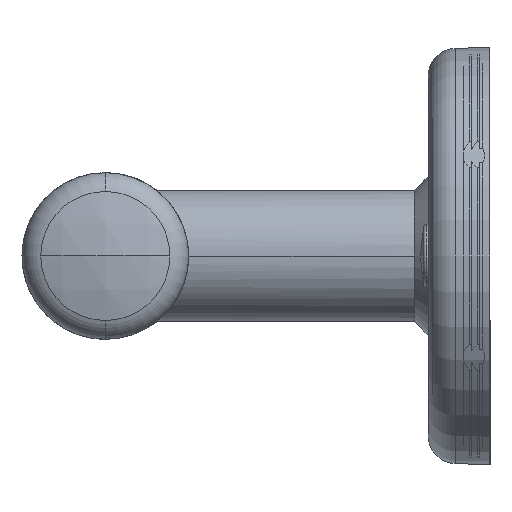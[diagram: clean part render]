
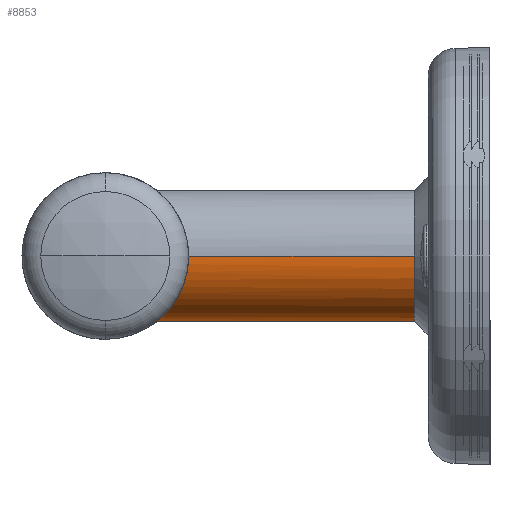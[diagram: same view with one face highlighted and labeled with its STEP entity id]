
A CAD part, left-side view. The second image highlights one B-rep face of the part: STEP entity #8853.
In plain terms, the highlighted cylindrical face has radius 12.5 mm (diameter 25 mm), a partial arc.
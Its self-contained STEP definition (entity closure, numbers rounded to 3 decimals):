
#14 = CARTESIAN_POINT ( 'NONE',  ( -303.881, 285.88, -273.822 ) ) ;
#115 = CARTESIAN_POINT ( 'NONE',  ( -293.826, 291.254, -282.012 ) ) ;
#164 = CARTESIAN_POINT ( 'NONE',  ( -302.614, 286.831, -276.396 ) ) ;
#232 = CYLINDRICAL_SURFACE ( 'NONE', #6399, 12.5 ) ;
#255 = CARTESIAN_POINT ( 'NONE',  ( -286.833, 290.078, -280.968 ) ) ;
#280 = CIRCLE ( 'NONE', #8769, 12.5 ) ;
#366 = ORIENTED_EDGE ( 'NONE', *, *, #6483, .T. ) ;
#399 = CARTESIAN_POINT ( 'NONE',  ( -279.711, 285.409, -271.346 ) ) ;
#695 = CARTESIAN_POINT ( 'NONE',  ( -304.247, 285.597, -272.601 ) ) ;
#843 = CARTESIAN_POINT ( 'NONE',  ( -303.225, 286.379, -275.338 ) ) ;
#894 = CARTESIAN_POINT ( 'NONE',  ( -296.636, 290.404, -281.279 ) ) ;
#921 = CARTESIAN_POINT ( 'NONE',  ( -292.1, 301.222, -269.624 ) ) ;
#988 = CARTESIAN_POINT ( 'NONE',  ( -281.375, 286.676, -276.058 ) ) ;
#1140 = CARTESIAN_POINT ( 'NONE',  ( -280.981, 286.384, -275.35 ) ) ;
#1439 = CARTESIAN_POINT ( 'NONE',  ( -303.734, 285.993, -274.213 ) ) ;
#1630 = CARTESIAN_POINT ( 'NONE',  ( -289.956, 291.172, -281.946 ) ) ;
#1711 = CARTESIAN_POINT ( 'NONE',  ( -304.6, 301.222, -269.624 ) ) ;
#1883 = CARTESIAN_POINT ( 'NONE',  ( -279.779, 285.462, -271.777 ) ) ;
#1907 = ORIENTED_EDGE ( 'NONE', *, *, #7304, .F. ) ;
#2083 = ORIENTED_EDGE ( 'NONE', *, *, #4977, .T. ) ;
#2191 = CARTESIAN_POINT ( 'NONE',  ( -292.1, 242.247, -269.624 ) ) ;
#2226 = CARTESIAN_POINT ( 'NONE',  ( -291.666, 291.395, -282.124 ) ) ;
#2295 = VERTEX_POINT ( 'NONE', #5758 ) ;
#2308 = DIRECTION ( 'NONE',  ( 0., -1., 0. ) ) ;
#2371 = CARTESIAN_POINT ( 'NONE',  ( -290.383, 291.255, -282.013 ) ) ;
#2401 = FACE_OUTER_BOUND ( 'NONE', #5388, .T. ) ;
#2518 = CARTESIAN_POINT ( 'NONE',  ( -283.887, 288.422, -279.08 ) ) ;
#2567 = EDGE_CURVE ( 'NONE', #7831, #5074, #3235, .T. ) ;
#2898 = CARTESIAN_POINT ( 'NONE',  ( -279.6, 301.222, -269.624 ) ) ;
#2963 = CARTESIAN_POINT ( 'NONE',  ( -292.1, 242.247, -282.124 ) ) ;
#3057 = CARTESIAN_POINT ( 'NONE',  ( -304.138, 285.682, -273.015 ) ) ;
#3114 = CARTESIAN_POINT ( 'NONE',  ( -292.53, 291.388, -282.119 ) ) ;
#3235 = LINE ( 'NONE', #1711, #6356 ) ;
#3255 = CARTESIAN_POINT ( 'NONE',  ( -281.586, 286.832, -276.397 ) ) ;
#3302 = EDGE_CURVE ( 'NONE', #6429, #2295, #8338, .T. ) ;
#3795 = CARTESIAN_POINT ( 'NONE',  ( -304.6, 285.322, -270.498 ) ) ;
#3842 = CARTESIAN_POINT ( 'NONE',  ( -296.258, 290.558, -281.419 ) ) ;
#3898 = CARTESIAN_POINT ( 'NONE',  ( -297.734, 289.913, -280.81 ) ) ;
#4142 = CARTESIAN_POINT ( 'NONE',  ( -279.6, 285.322, -270.054 ) ) ;
#4300 = ORIENTED_EDGE ( 'NONE', *, *, #2567, .F. ) ;
#4440 = CARTESIAN_POINT ( 'NONE',  ( -292.314, 291.395, -282.124 ) ) ;
#4450 = DIRECTION ( 'NONE',  ( 0., -1., 0. ) ) ;
#4723 = CARTESIAN_POINT ( 'NONE',  ( -287.945, 290.574, -281.441 ) ) ;
#4977 = EDGE_CURVE ( 'NONE', #6933, #2295, #8015, .T. ) ;
#5074 = VERTEX_POINT ( 'NONE', #8993 ) ;
#5175 = CARTESIAN_POINT ( 'NONE',  ( -299.702, 288.8, -279.554 ) ) ;
#5270 = CARTESIAN_POINT ( 'NONE',  ( -303.406, 286.242, -274.971 ) ) ;
#5323 = CARTESIAN_POINT ( 'NONE',  ( -299.387, 288.991, -279.787 ) ) ;
#5371 = CARTESIAN_POINT ( 'NONE',  ( -302.829, 286.673, -276.05 ) ) ;
#5388 = EDGE_LOOP ( 'NONE', ( #366, #2083, #5658, #1907, #4300 ) ) ;
#5555 = CARTESIAN_POINT ( 'NONE',  ( -286.475, 289.903, -280.794 ) ) ;
#5612 = CARTESIAN_POINT ( 'NONE',  ( -284.487, 288.803, -279.569 ) ) ;
#5658 = ORIENTED_EDGE ( 'NONE', *, *, #3302, .F. ) ;
#5754 = DIRECTION ( 'NONE',  ( 0., -1., 0. ) ) ;
#5758 = CARTESIAN_POINT ( 'NONE',  ( -279.6, 242.247, -269.624 ) ) ;
#5845 = DIRECTION ( 'NONE',  ( 1., 0., 0. ) ) ;
#5899 = CARTESIAN_POINT ( 'NONE',  ( -304.6, 285.322, -269.624 ) ) ;
#6049 = CARTESIAN_POINT ( 'NONE',  ( -301.931, 287.325, -277.385 ) ) ;
#6101 = CARTESIAN_POINT ( 'NONE',  ( -291.237, 291.367, -282.102 ) ) ;
#6174 = DIRECTION ( 'NONE',  ( -1., 0., 0. ) ) ;
#6195 = CARTESIAN_POINT ( 'NONE',  ( -285.452, 289.361, -280.217 ) ) ;
#6251 = CARTESIAN_POINT ( 'NONE',  ( -279.622, 285.339, -270.485 ) ) ;
#6294 = CARTESIAN_POINT ( 'NONE',  ( -280.299, 285.867, -273.831 ) ) ;
#6356 = VECTOR ( 'NONE', #9177, 1000. ) ;
#6396 = CARTESIAN_POINT ( 'NONE',  ( -279.6, 285.322, -269.624 ) ) ;
#6399 = AXIS2_PLACEMENT_3D ( 'NONE', #921, #2308, #6174 ) ;
#6429 = VERTEX_POINT ( 'NONE', #2963 ) ;
#6483 = EDGE_CURVE ( 'NONE', #7831, #6933, #8018, .T. ) ;
#6488 = CARTESIAN_POINT ( 'NONE',  ( -292.1, 242.247, -269.624 ) ) ;
#6733 = CARTESIAN_POINT ( 'NONE',  ( -304.509, 285.393, -271.351 ) ) ;
#6830 = CARTESIAN_POINT ( 'NONE',  ( -295.067, 290.965, -281.774 ) ) ;
#6884 = CARTESIAN_POINT ( 'NONE',  ( -295.471, 290.84, -281.668 ) ) ;
#6933 = VERTEX_POINT ( 'NONE', #7855 ) ;
#7032 = CARTESIAN_POINT ( 'NONE',  ( -280.043, 285.668, -273.032 ) ) ;
#7304 = EDGE_CURVE ( 'NONE', #5074, #6429, #280, .T. ) ;
#7387 = DIRECTION ( 'NONE',  ( 1., 0., 0. ) ) ;
#7426 = CARTESIAN_POINT ( 'NONE',  ( -288.72, 290.861, -281.688 ) ) ;
#7524 = CARTESIAN_POINT ( 'NONE',  ( -304.6, 285.322, -269.624 ) ) ;
#7549 = AXIS2_PLACEMENT_3D ( 'NONE', #2191, #4450, #7387 ) ;
#7622 = CARTESIAN_POINT ( 'NONE',  ( -300.306, 288.421, -279.061 ) ) ;
#7720 = CARTESIAN_POINT ( 'NONE',  ( -282.261, 287.32, -277.376 ) ) ;
#7821 = CARTESIAN_POINT ( 'NONE',  ( -285.785, 289.545, -280.419 ) ) ;
#7831 = VERTEX_POINT ( 'NONE', #5899 ) ;
#7855 = CARTESIAN_POINT ( 'NONE',  ( -279.6, 285.322, -269.624 ) ) ;
#7867 = CARTESIAN_POINT ( 'NONE',  ( -280.798, 286.246, -274.98 ) ) ;
#7886 = VECTOR ( 'NONE', #9681, 1000. ) ;
#8015 = LINE ( 'NONE', #2898, #7886 ) ;
#8018 = B_SPLINE_CURVE_WITH_KNOTS ( 'NONE', 3,
 ( #7524, #3795, #6733, #695, #3057, #14, #1439, #5270, #843, #5371, #164, #6049, #9056, #8365, #7622, #5175, #5323, #8314, #3898, #894, #3842, #6884, #6830, #9696, #115, #8956, #9146, #3114, #4440, #2226, #6101, #2371, #1630, #7426, #4723, #255, #5555, #7821, #6195, #5612, #2518, #8464, #7720, #3255, #988, #1140, #7867, #6294, #7032, #1883, #399, #6251, #4142, #6396 ),
 .UNSPECIFIED., .F., .F.,
 ( 4, 2, 2, 2, 2, 2, 2, 2, 2, 2, 2, 2, 2, 2, 2, 2, 2, 2, 2, 2, 2, 2, 2, 2, 2, 2, 4 ),
 ( 0., 0.003, 0.004, 0.005, 0.006, 0.008, 0.01, 0.012, 0.013, 0.015, 0.017, 0.018, 0.019, 0.02, 0.021, 0.022, 0.023, 0.026, 0.027, 0.028, 0.031, 0.034, 0.035, 0.036, 0.039, 0.04, 0.041 ),
 .UNSPECIFIED. ) ;
#8314 = CARTESIAN_POINT ( 'NONE',  ( -298.418, 289.551, -280.438 ) ) ;
#8338 = CIRCLE ( 'NONE', #7549, 12.5 ) ;
#8365 = CARTESIAN_POINT ( 'NONE',  ( -300.595, 288.233, -278.801 ) ) ;
#8464 = CARTESIAN_POINT ( 'NONE',  ( -282.766, 287.675, -277.976 ) ) ;
#8769 = AXIS2_PLACEMENT_3D ( 'NONE', #6488, #5754, #5845 ) ;
#8853 = ADVANCED_FACE ( 'Defeatured_0_163', ( #2401 ), #232, .T. ) ;
#8956 = CARTESIAN_POINT ( 'NONE',  ( -293.183, 291.338, -282.079 ) ) ;
#8993 = CARTESIAN_POINT ( 'NONE',  ( -304.6, 242.247, -269.624 ) ) ;
#9056 = CARTESIAN_POINT ( 'NONE',  ( -301.426, 287.68, -277.983 ) ) ;
#9146 = CARTESIAN_POINT ( 'NONE',  ( -292.964, 291.36, -282.096 ) ) ;
#9177 = DIRECTION ( 'NONE',  ( 0., -1., 0. ) ) ;
#9681 = DIRECTION ( 'NONE',  ( 0., -1., 0. ) ) ;
#9696 = CARTESIAN_POINT ( 'NONE',  ( -294.245, 291.172, -281.946 ) ) ;
